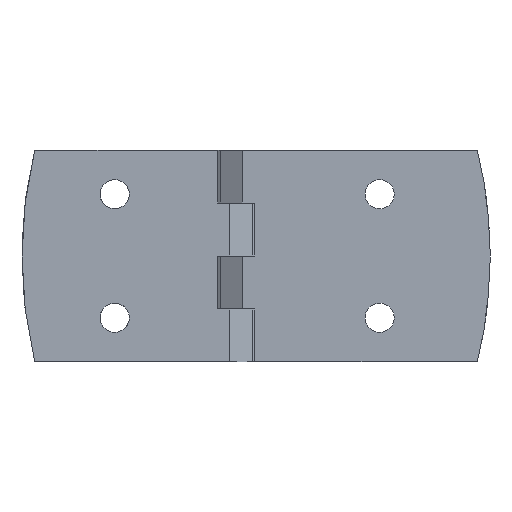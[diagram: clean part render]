
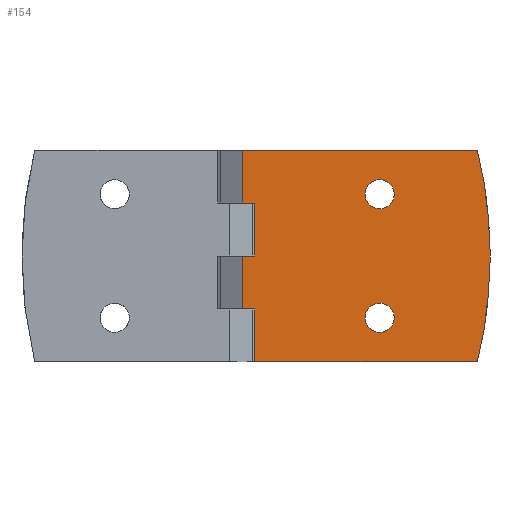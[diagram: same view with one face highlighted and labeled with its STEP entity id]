
A CAD part, front view. The second image highlights one B-rep face of the part: STEP entity #154.
In plain terms, the highlighted planar face has unit normal (0, -1, 0).
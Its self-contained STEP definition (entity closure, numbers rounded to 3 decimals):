
#154 = ADVANCED_FACE( '', ( #308, #309, #310 ), #311, .F. );
#308 = FACE_BOUND( '', #498, .T. );
#309 = FACE_BOUND( '', #499, .T. );
#310 = FACE_OUTER_BOUND( '', #500, .T. );
#311 = PLANE( '', #501 );
#498 = EDGE_LOOP( '', ( #726 ) );
#499 = EDGE_LOOP( '', ( #727 ) );
#500 = EDGE_LOOP( '', ( #728, #729, #730, #731, #732, #733, #734, #735, #736, #737, #738, #739 ) );
#501 = AXIS2_PLACEMENT_3D( '', #740, #741, #742 );
#726 = ORIENTED_EDGE( '', *, *, #1063, .T. );
#727 = ORIENTED_EDGE( '', *, *, #1114, .T. );
#728 = ORIENTED_EDGE( '', *, *, #1115, .T. );
#729 = ORIENTED_EDGE( '', *, *, #1116, .T. );
#730 = ORIENTED_EDGE( '', *, *, #1083, .T. );
#731 = ORIENTED_EDGE( '', *, *, #1117, .T. );
#732 = ORIENTED_EDGE( '', *, *, #1118, .F. );
#733 = ORIENTED_EDGE( '', *, *, #1119, .T. );
#734 = ORIENTED_EDGE( '', *, *, #1120, .F. );
#735 = ORIENTED_EDGE( '', *, *, #1121, .T. );
#736 = ORIENTED_EDGE( '', *, *, #1122, .T. );
#737 = ORIENTED_EDGE( '', *, *, #1105, .F. );
#738 = ORIENTED_EDGE( '', *, *, #1123, .F. );
#739 = ORIENTED_EDGE( '', *, *, #1124, .T. );
#740 = CARTESIAN_POINT( '', ( 1.4, -9., 24. ) );
#741 = DIRECTION( '', ( 0., 1., 0. ) );
#742 = DIRECTION( '', ( 0., 0., 1. ) );
#1063 = EDGE_CURVE( '', #1225, #1225, #1226, .T. );
#1083 = EDGE_CURVE( '', #1262, #1263, #1264, .T. );
#1105 = EDGE_CURVE( '', #1299, #1300, #1301, .T. );
#1114 = EDGE_CURVE( '', #1314, #1314, #1315, .T. );
#1115 = EDGE_CURVE( '', #1316, #1317, #1318, .T. );
#1116 = EDGE_CURVE( '', #1317, #1262, #1319, .T. );
#1117 = EDGE_CURVE( '', #1263, #1320, #1321, .F. );
#1118 = EDGE_CURVE( '', #1322, #1320, #1323, .T. );
#1119 = EDGE_CURVE( '', #1322, #1324, #1325, .F. );
#1120 = EDGE_CURVE( '', #1326, #1324, #1327, .T. );
#1121 = EDGE_CURVE( '', #1326, #1328, #1329, .T. );
#1122 = EDGE_CURVE( '', #1328, #1300, #1330, .T. );
#1123 = EDGE_CURVE( '', #1331, #1299, #1332, .T. );
#1124 = EDGE_CURVE( '', #1331, #1316, #1333, .T. );
#1225 = VERTEX_POINT( '', #1468 );
#1226 = CIRCLE( '', #1469, 3.3 );
#1262 = VERTEX_POINT( '', #1516 );
#1263 = VERTEX_POINT( '', #1517 );
#1264 = LINE( '', #1518, #1519 );
#1299 = VERTEX_POINT( '', #1644 );
#1300 = VERTEX_POINT( '', #1645 );
#1301 = LINE( '', #1646, #1647 );
#1314 = VERTEX_POINT( '', #1678 );
#1315 = CIRCLE( '', #1679, 3.3 );
#1316 = VERTEX_POINT( '', #1680 );
#1317 = VERTEX_POINT( '', #1681 );
#1318 = LINE( '', #1682, #1683 );
#1319 = LINE( '', #1684, #1685 );
#1320 = VERTEX_POINT( '', #1686 );
#1321 = CIRCLE( '', #1687, 101.62 );
#1322 = VERTEX_POINT( '', #1688 );
#1323 = LINE( '', #1689, #1690 );
#1324 = VERTEX_POINT( '', #1691 );
#1325 = CIRCLE( '', #1692, 101.62 );
#1326 = VERTEX_POINT( '', #1693 );
#1327 = LINE( '', #1694, #1695 );
#1328 = VERTEX_POINT( '', #1696 );
#1329 = LINE( '', #1697, #1698 );
#1330 = LINE( '', #1699, #1700 );
#1331 = VERTEX_POINT( '', #1701 );
#1332 = LINE( '', #1702, #1703 );
#1333 = LINE( '', #1704, #1705 );
#1468 = CARTESIAN_POINT( '', ( 32.5, -9., -10.7 ) );
#1469 = AXIS2_PLACEMENT_3D( '', #2130, #2131, #2132 );
#1516 = CARTESIAN_POINT( '', ( 4.2, -9., -24. ) );
#1517 = CARTESIAN_POINT( '', ( 54.625, -9., -24. ) );
#1518 = CARTESIAN_POINT( '', ( 1.4, -9., -24. ) );
#1519 = VECTOR( '', #2159, 1000. );
#1644 = CARTESIAN_POINT( '', ( 4.2, -9., 0. ) );
#1645 = CARTESIAN_POINT( '', ( 4.2, -9., 12. ) );
#1646 = CARTESIAN_POINT( '', ( 4.2, -9., 24. ) );
#1647 = VECTOR( '', #2193, 1000. );
#1678 = CARTESIAN_POINT( '', ( 32.5, -9., 17.3 ) );
#1679 = AXIS2_PLACEMENT_3D( '', #2199, #2200, #2201 );
#1680 = CARTESIAN_POINT( '', ( 1.4, -9., -12. ) );
#1681 = CARTESIAN_POINT( '', ( 4.2, -9., -12. ) );
#1682 = CARTESIAN_POINT( '', ( 1.4, -9., -12. ) );
#1683 = VECTOR( '', #2202, 1000. );
#1684 = CARTESIAN_POINT( '', ( 4.2, -9., 24. ) );
#1685 = VECTOR( '', #2203, 1000. );
#1686 = CARTESIAN_POINT( '', ( 57.49, -9., -1.426 ) );
#1687 = AXIS2_PLACEMENT_3D( '', #2204, #2205, #2206 );
#1688 = CARTESIAN_POINT( '', ( 57.49, -9., 1.426 ) );
#1689 = CARTESIAN_POINT( '', ( 57.49, -9., 24. ) );
#1690 = VECTOR( '', #2207, 1000. );
#1691 = CARTESIAN_POINT( '', ( 54.625, -9., 24. ) );
#1692 = AXIS2_PLACEMENT_3D( '', #2208, #2209, #2210 );
#1693 = CARTESIAN_POINT( '', ( 1.4, -9., 24. ) );
#1694 = CARTESIAN_POINT( '', ( 1.4, -9., 24. ) );
#1695 = VECTOR( '', #2211, 1000. );
#1696 = CARTESIAN_POINT( '', ( 1.4, -9., 12. ) );
#1697 = CARTESIAN_POINT( '', ( 1.4, -9., 24. ) );
#1698 = VECTOR( '', #2212, 1000. );
#1699 = CARTESIAN_POINT( '', ( 1.4, -9., 12. ) );
#1700 = VECTOR( '', #2213, 1000. );
#1701 = CARTESIAN_POINT( '', ( 1.4, -9., 0. ) );
#1702 = CARTESIAN_POINT( '', ( 1.4, -9., 0. ) );
#1703 = VECTOR( '', #2214, 1000. );
#1704 = CARTESIAN_POINT( '', ( 1.4, -9., 24. ) );
#1705 = VECTOR( '', #2215, 1000. );
#2130 = CARTESIAN_POINT( '', ( 32.5, -9., -14. ) );
#2131 = DIRECTION( '', ( 0., 1., 0. ) );
#2132 = DIRECTION( '', ( 0., 0., 1. ) );
#2159 = DIRECTION( '', ( 1., 0., 0. ) );
#2193 = DIRECTION( '', ( 0., 0., 1. ) );
#2199 = CARTESIAN_POINT( '', ( 32.5, -9., 14. ) );
#2200 = DIRECTION( '', ( 0., 1., 0. ) );
#2201 = DIRECTION( '', ( 0., 0., 1. ) );
#2202 = DIRECTION( '', ( 1., 0., 0. ) );
#2203 = DIRECTION( '', ( 0., 0., -1. ) );
#2204 = CARTESIAN_POINT( '', ( -44.12, -9., 0. ) );
#2205 = DIRECTION( '', ( 0., 1., 0. ) );
#2206 = DIRECTION( '', ( 0., 0., 1. ) );
#2207 = DIRECTION( '', ( 0., 0., -1. ) );
#2208 = CARTESIAN_POINT( '', ( -44.12, -9., 0. ) );
#2209 = DIRECTION( '', ( 0., 1., 0. ) );
#2210 = DIRECTION( '', ( 0., 0., 1. ) );
#2211 = DIRECTION( '', ( 1., 0., 0. ) );
#2212 = DIRECTION( '', ( 0., 0., -1. ) );
#2213 = DIRECTION( '', ( 1., 0., 0. ) );
#2214 = DIRECTION( '', ( 1., 0., 0. ) );
#2215 = DIRECTION( '', ( 0., 0., -1. ) );
